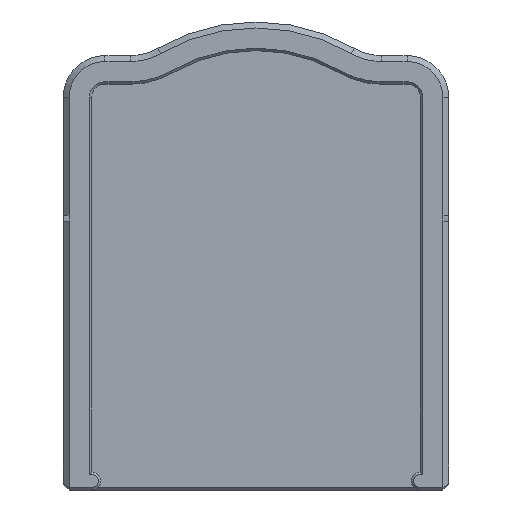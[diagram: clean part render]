
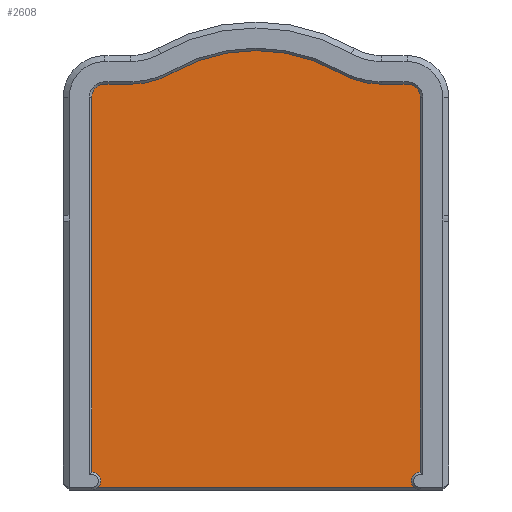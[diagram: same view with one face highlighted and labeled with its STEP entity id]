
A CAD part, front view. The second image highlights one B-rep face of the part: STEP entity #2608.
In plain terms, the highlighted planar face has unit normal (0, -1, 0).
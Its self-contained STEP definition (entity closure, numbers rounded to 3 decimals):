
#93=CIRCLE('',#2807,1.65);
#95=CIRCLE('',#2811,6.35);
#97=CIRCLE('',#2814,14.65);
#99=CIRCLE('',#2817,6.35);
#101=CIRCLE('',#2821,1.65);
#266=FACE_OUTER_BOUND('',#431,.T.);
#431=EDGE_LOOP('',(#2073,#2074,#2075,#2076,#2077,#2078,#2079,#2080,#2081,
#2082));
#659=LINE('',#4136,#939);
#663=LINE('',#4143,#943);
#667=LINE('',#4155,#947);
#673=LINE('',#4179,#953);
#675=LINE('',#4187,#955);
#939=VECTOR('',#3319,10.);
#943=VECTOR('',#3325,10.);
#947=VECTOR('',#3337,10.);
#953=VECTOR('',#3363,10.);
#955=VECTOR('',#3373,10.);
#1193=VERTEX_POINT('',#4116);
#1197=VERTEX_POINT('',#4124);
#1201=VERTEX_POINT('',#4139);
#1203=VERTEX_POINT('',#4145);
#1205=VERTEX_POINT('',#4151);
#1207=VERTEX_POINT('',#4157);
#1209=VERTEX_POINT('',#4163);
#1211=VERTEX_POINT('',#4169);
#1213=VERTEX_POINT('',#4175);
#1215=VERTEX_POINT('',#4181);
#1484=EDGE_CURVE('',#1193,#1197,#659,.T.);
#1488=EDGE_CURVE('',#1197,#1201,#663,.T.);
#1491=EDGE_CURVE('',#1201,#1203,#93,.T.);
#1494=EDGE_CURVE('',#1203,#1205,#667,.T.);
#1497=EDGE_CURVE('',#1205,#1207,#95,.T.);
#1500=EDGE_CURVE('',#1207,#1209,#97,.T.);
#1503=EDGE_CURVE('',#1209,#1211,#99,.T.);
#1506=EDGE_CURVE('',#1211,#1213,#673,.T.);
#1509=EDGE_CURVE('',#1213,#1215,#101,.T.);
#1510=EDGE_CURVE('',#1215,#1193,#675,.T.);
#2073=ORIENTED_EDGE('',*,*,#1484,.F.);
#2074=ORIENTED_EDGE('',*,*,#1510,.F.);
#2075=ORIENTED_EDGE('',*,*,#1509,.F.);
#2076=ORIENTED_EDGE('',*,*,#1506,.F.);
#2077=ORIENTED_EDGE('',*,*,#1503,.F.);
#2078=ORIENTED_EDGE('',*,*,#1500,.F.);
#2079=ORIENTED_EDGE('',*,*,#1497,.F.);
#2080=ORIENTED_EDGE('',*,*,#1494,.F.);
#2081=ORIENTED_EDGE('',*,*,#1491,.F.);
#2082=ORIENTED_EDGE('',*,*,#1488,.F.);
#2485=PLANE('',#2835);
#2608=ADVANCED_FACE('',(#266),#2485,.F.);
#2807=AXIS2_PLACEMENT_3D('',#4149,#3331,#3332);
#2811=AXIS2_PLACEMENT_3D('',#4161,#3343,#3344);
#2814=AXIS2_PLACEMENT_3D('',#4167,#3350,#3351);
#2817=AXIS2_PLACEMENT_3D('',#4173,#3357,#3358);
#2821=AXIS2_PLACEMENT_3D('',#4185,#3369,#3370);
#2835=AXIS2_PLACEMENT_3D('',#4235,#3419,#3420);
#3319=DIRECTION('',(-1.,0.,0.));
#3325=DIRECTION('',(0.,0.,1.));
#3331=DIRECTION('center_axis',(0.,1.,0.));
#3332=DIRECTION('ref_axis',(-1.,0.,0.));
#3337=DIRECTION('',(1.,0.,0.));
#3343=DIRECTION('center_axis',(0.,-1.,0.));
#3344=DIRECTION('ref_axis',(0.501,0.,-0.865));
#3350=DIRECTION('center_axis',(0.,1.,0.));
#3351=DIRECTION('ref_axis',(-0.501,0.,0.865));
#3357=DIRECTION('center_axis',(0.,-1.,0.));
#3358=DIRECTION('ref_axis',(0.,0.,
-1.));
#3363=DIRECTION('',(1.,0.,0.));
#3369=DIRECTION('center_axis',(0.,1.,0.));
#3370=DIRECTION('ref_axis',(0.,0.,
1.));
#3373=DIRECTION('',(0.,0.,-1.));
#3419=DIRECTION('center_axis',(0.,1.,0.));
#3420=DIRECTION('ref_axis',(0.,0.,1.));
#4116=CARTESIAN_POINT('',(14.35,77.74,-22.625));
#4124=CARTESIAN_POINT('',(-14.35,77.74,-22.625));
#4136=CARTESIAN_POINT('',(-8.1,77.74,-22.625));
#4139=CARTESIAN_POINT('',(-14.35,77.74,10.175));
#4143=CARTESIAN_POINT('',(-14.35,77.74,3.131));
#4145=CARTESIAN_POINT('',(-12.7,77.74,11.825));
#4149=CARTESIAN_POINT('Origin',(-12.7,77.74,10.175));
#4151=CARTESIAN_POINT('',(-10.52,77.74,11.825));
#4155=CARTESIAN_POINT('',(-5.26,77.74,11.825));
#4157=CARTESIAN_POINT('',(-7.339,77.74,12.679));
#4161=CARTESIAN_POINT('Origin',(-10.52,77.74,18.175));
#4163=CARTESIAN_POINT('',(7.339,77.74,12.679));
#4167=CARTESIAN_POINT('Origin',(0.,77.74,0.));
#4169=CARTESIAN_POINT('',(10.52,77.74,11.825));
#4173=CARTESIAN_POINT('Origin',(10.52,77.74,18.175));
#4175=CARTESIAN_POINT('',(12.7,77.74,11.825));
#4179=CARTESIAN_POINT('',(6.35,77.74,11.825));
#4181=CARTESIAN_POINT('',(14.35,77.74,10.175));
#4185=CARTESIAN_POINT('Origin',(12.7,77.74,10.175));
#4187=CARTESIAN_POINT('',(14.35,77.74,-13.369));
#4235=CARTESIAN_POINT('Origin',(0.,77.74,-3.913));
